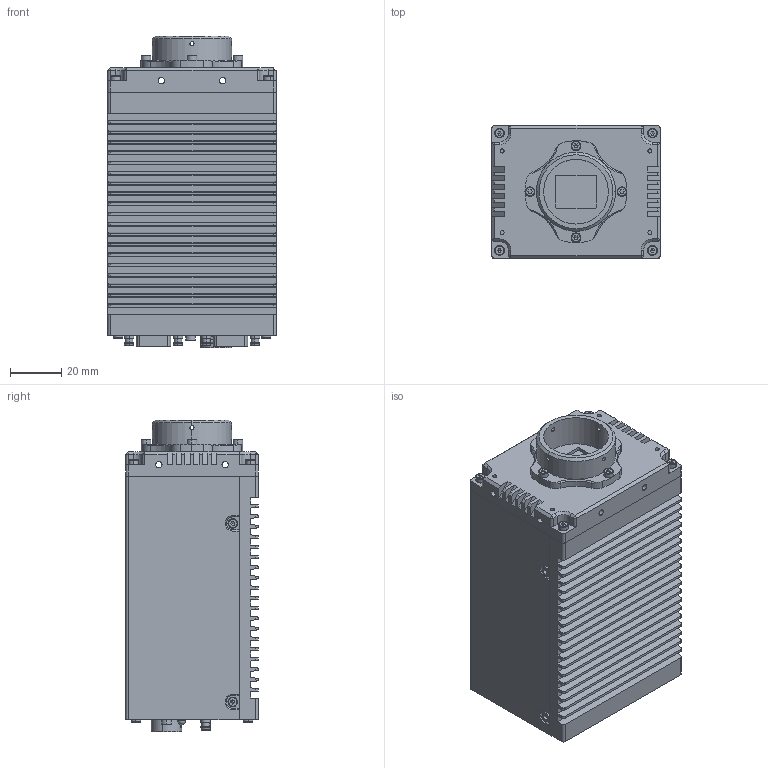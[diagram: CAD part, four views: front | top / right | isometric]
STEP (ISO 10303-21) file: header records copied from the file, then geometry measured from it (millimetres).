
FILE_DESCRIPTION (( 'STEP AP214' ), '1' );
FILE_NAME ('BA3L1-Íâ·¢Ä£ÐÍ.STEP', '2023-10-09T00:54:09', ( '' ), ( '' ), 'SwSTEP 2.0', 'SolidWorks 2019', '' );
FILE_SCHEMA (( 'AUTOMOTIVE_DESIGN' ));
Length unit declared in the file: millimetre
Products named in the file (1): BA3L1-俋楷耀倰
Bounding box: 66 x 52 x 122.32 mm (x, y, z)
Surface area: 50998.3 mm2 (no closed solid volume)
Topology: 0 solids, 62 shells, 924 faces, 3197 edges, 2252 vertices
Faces by surface type: plane 586, cylinder 231, cone 67, torus 36, sphere 2, bspline 2
Entity records: 47076 total; most frequent: CARTESIAN_POINT 10412, DIRECTION 5231, ORIENTED_EDGE 5037, EDGE_CURVE 3157, VECTOR 2269, LINE 2269, VERTEX_POINT 2250, AXIS2_PLACEMENT_3D 1481
